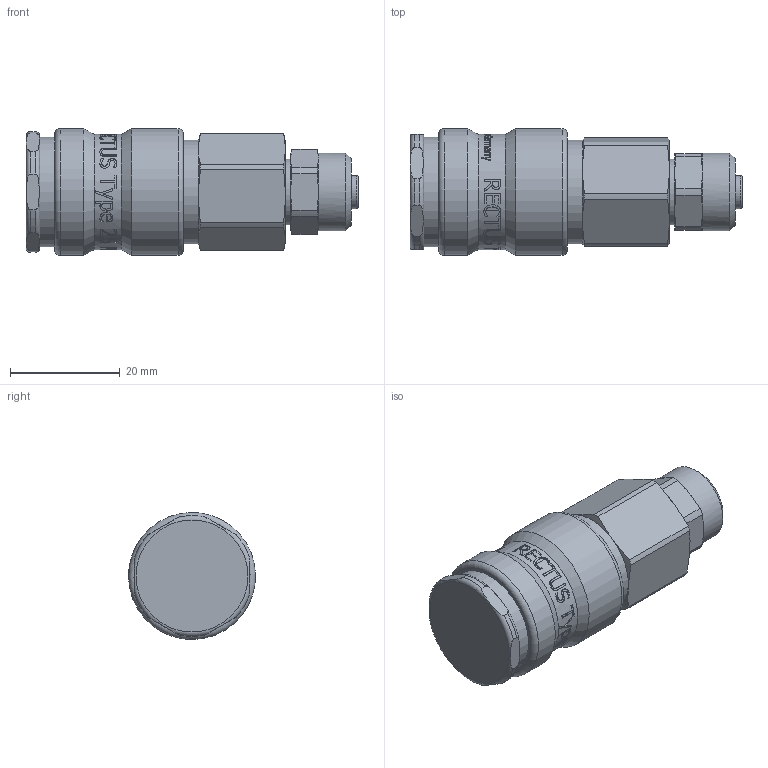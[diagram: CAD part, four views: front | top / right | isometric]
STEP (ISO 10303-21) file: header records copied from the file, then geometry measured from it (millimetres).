
FILE_DESCRIPTION(/* description */ (''),/* implementation_level */ '2;1');
FILE_NAME(/* name */ '25kbko08bpn.stp',/* time_stamp */ '2020-08-20T08:44:53+02:00',/* author */ ('IA176480'),/* organization */ (''),/* preprocessor_version */ 'ST-DEVELOPER v17.2',/* originating_system */ 'Autodesk Inventor 2019',/* authorisation */ '');
FILE_SCHEMA (('CONFIG_CONTROL_DESIGN'));
Products named in the file (1): 25KBKO08BPN
Bounding box: 60.5 x 23.14 x 23.14 mm (x, y, z)
Volume: 17297.7 mm3; surface area: 8430.3 mm2
Topology: 2 solids, 4 shells, 604 faces, 1642 edges, 1096 vertices
Faces by surface type: bspline 248, plane 231, cylinder 85, cone 33, torus 7
Full cylindrical faces by diameter (mm): 6.05 x1, 9.771 x1, 10.92 x1, 12 x1, 14.15 x1, 14.812 x2, 15 x1, 15.1 x1, 15.3 x1, 15.6 x1, 16 x1, 17.25 x1, 18.95 x1, 19.35 x1, 20 x1, 20.05 x1, 21 x1, 23.15 x2
Entity records: 82995 total; most frequent: CARTESIAN_POINT 69059, ORIENTED_EDGE 3284, DIRECTION 1855, EDGE_CURVE 1642, VERTEX_POINT 1096, B_SPLINE_CURVE_WITH_KNOTS 716, EDGE_LOOP 660, LINE 625
